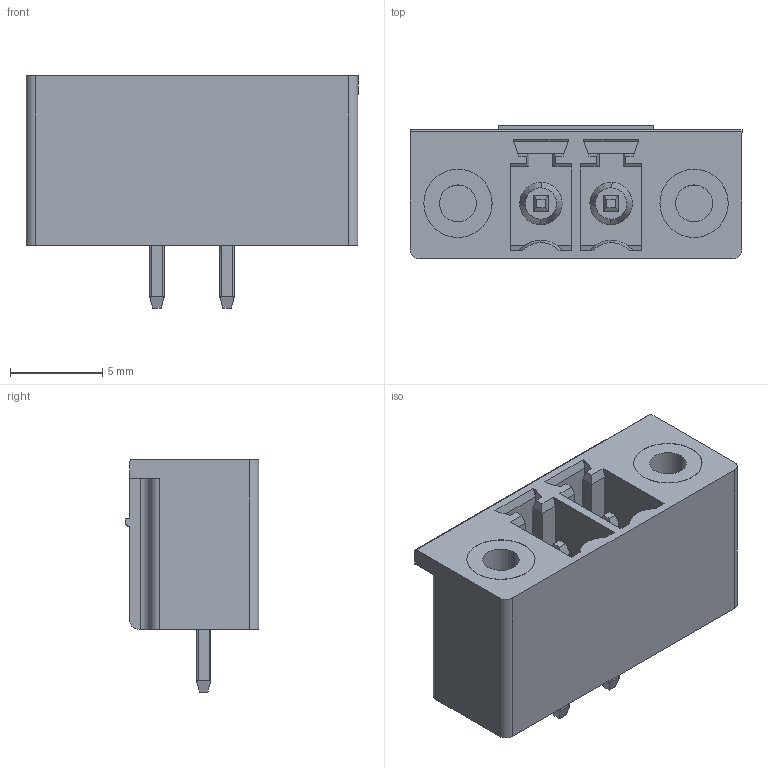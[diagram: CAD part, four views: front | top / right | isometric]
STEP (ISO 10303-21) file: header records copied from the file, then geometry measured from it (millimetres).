
FILE_DESCRIPTION(('STEP AP214'),'1');
FILE_NAME('cctmp_E3AE05EA-1866-4C3F-A348-D7954A383330_2023_02_13_12_11_11_0081_736..stp','2023-02-13T12:11:11',('PHOENIX CONTACT Deutschland GmbH'),('CADClick - www.CADClick.com'),'Spatial InterOp 3D',' ','unknown authorization');
FILE_SCHEMA(('AUTOMOTIVE_DESIGN'));
Length unit declared in the file: millimetre
Products named in the file (4): 2023_02_13_12_11_10_0925; 2023_02_13_12_11_11_0081; 2023_02_13_12_11_11_0065; 2023_02_13_12_11_11_0034
Assembly tree (3 placements, depth 2):
  2023_02_13_12_11_10_0925
    2023_02_13_12_11_11_0081
    2023_02_13_12_11_11_0065
    2023_02_13_12_11_11_0034
Bounding box: 18.01 x 7.25 x 12.6 mm (x, y, z)
Volume: 798.6 mm3; surface area: 1218.8 mm2
Topology: 3 solids, 3 shells, 596 faces, 1673 edges, 1111 vertices
Faces by surface type: plane 496, cylinder 80, cone 16, sphere 4
Entity records: 37531 total; most frequent: CARTESIAN_POINT 3956, ORIENTED_EDGE 3338, STYLED_ITEM 3241, PRESENTATION_STYLE_ASSIGNMENT 3241, COLOUR_RGB 3241, DIRECTION 3016, EDGE_CURVE 1669, CURVE_STYLE 1620
